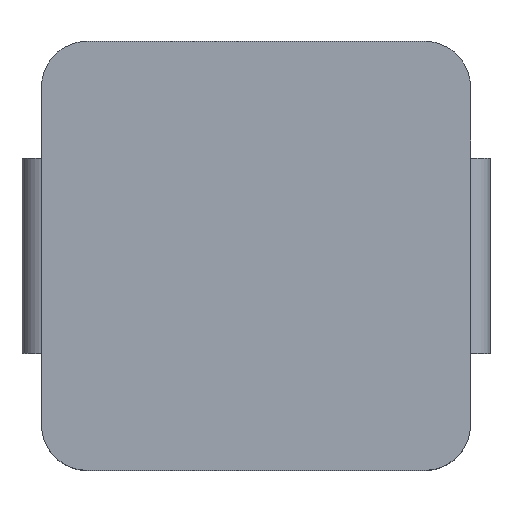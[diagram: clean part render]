
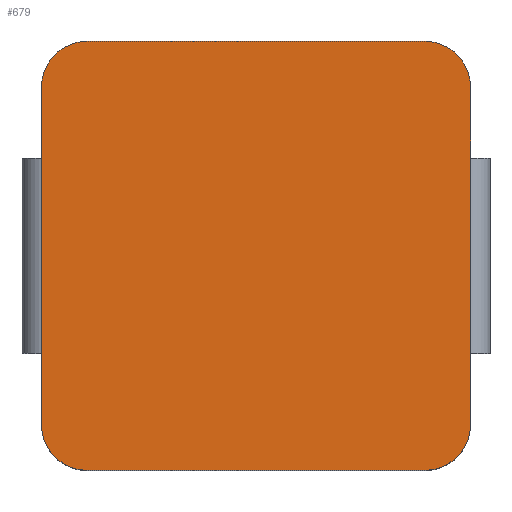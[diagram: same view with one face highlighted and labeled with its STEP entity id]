
A CAD part, top view. The second image highlights one B-rep face of the part: STEP entity #679.
In plain terms, the highlighted planar face has unit normal (0, 0, 1).
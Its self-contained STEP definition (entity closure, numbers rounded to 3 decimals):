
#48 = VECTOR ( 'NONE', #704, 1000. ) ;
#70 = CARTESIAN_POINT ( 'NONE',  ( -2.6, -2.6, 2.8 ) ) ;
#92 = CARTESIAN_POINT ( 'NONE',  ( -2.6, 2.6, 2.8 ) ) ;
#93 = CARTESIAN_POINT ( 'NONE',  ( 0., 3.3, 2.8 ) ) ;
#100 = DIRECTION ( 'NONE',  ( -1., 0., 0. ) ) ;
#254 = CARTESIAN_POINT ( 'NONE',  ( -2.6, 3.3, 2.8 ) ) ;
#315 = ORIENTED_EDGE ( 'NONE', *, *, #1718, .F. ) ;
#321 = ORIENTED_EDGE ( 'NONE', *, *, #766, .T. ) ;
#331 = DIRECTION ( 'NONE',  ( 1., 0., 0. ) ) ;
#370 = DIRECTION ( 'NONE',  ( -1., 0., 0. ) ) ;
#411 = CIRCLE ( 'NONE', #790, 0.7 ) ;
#439 = VECTOR ( 'NONE', #1743, 1000. ) ;
#471 = CARTESIAN_POINT ( 'NONE',  ( 3.3, -2.6, 2.8 ) ) ;
#474 = VECTOR ( 'NONE', #1185, 1000. ) ;
#500 = DIRECTION ( 'NONE',  ( 0., 0., -1. ) ) ;
#548 = LINE ( 'NONE', #1029, #474 ) ;
#607 = VERTEX_POINT ( 'NONE', #1665 ) ;
#633 = EDGE_CURVE ( 'NONE', #1724, #607, #1348, .T. ) ;
#644 = ORIENTED_EDGE ( 'NONE', *, *, #1977, .F. ) ;
#662 = LINE ( 'NONE', #1296, #1153 ) ;
#679 = ADVANCED_FACE ( 'NONE', ( #1705 ), #1121, .T. ) ;
#684 = AXIS2_PLACEMENT_3D ( 'NONE', #1103, #1884, #1119 ) ;
#704 = DIRECTION ( 'NONE',  ( -1., 0., 0. ) ) ;
#709 = VERTEX_POINT ( 'NONE', #1150 ) ;
#720 = CARTESIAN_POINT ( 'NONE',  ( 2.6, 2.6, 2.8 ) ) ;
#766 = EDGE_CURVE ( 'NONE', #1553, #1661, #662, .T. ) ;
#790 = AXIS2_PLACEMENT_3D ( 'NONE', #70, #500, #370 ) ;
#807 = LINE ( 'NONE', #1441, #439 ) ;
#892 = CIRCLE ( 'NONE', #1765, 0.7 ) ;
#970 = EDGE_CURVE ( 'NONE', #1685, #1661, #1057, .T. ) ;
#1021 = DIRECTION ( 'NONE',  ( 0., 0., -1. ) ) ;
#1029 = CARTESIAN_POINT ( 'NONE',  ( -3.3, 0., 2.8 ) ) ;
#1057 = CIRCLE ( 'NONE', #684, 0.7 ) ;
#1064 = ORIENTED_EDGE ( 'NONE', *, *, #1626, .T. ) ;
#1085 = ORIENTED_EDGE ( 'NONE', *, *, #633, .F. ) ;
#1103 = CARTESIAN_POINT ( 'NONE',  ( 2.6, -2.6, 2.8 ) ) ;
#1109 = ORIENTED_EDGE ( 'NONE', *, *, #1763, .T. ) ;
#1119 = DIRECTION ( 'NONE',  ( -1., 0., 0. ) ) ;
#1121 = PLANE ( 'NONE',  #1152 ) ;
#1122 = AXIS2_PLACEMENT_3D ( 'NONE', #720, #1812, #1959 ) ;
#1129 = CARTESIAN_POINT ( 'NONE',  ( 2.6, 3.3, 2.8 ) ) ;
#1150 = CARTESIAN_POINT ( 'NONE',  ( -3.3, 2.6, 2.8 ) ) ;
#1152 = AXIS2_PLACEMENT_3D ( 'NONE', #1552, #1723, #331 ) ;
#1153 = VECTOR ( 'NONE', #1910, 1000. ) ;
#1185 = DIRECTION ( 'NONE',  ( 0., -1., 0. ) ) ;
#1200 = LINE ( 'NONE', #93, #48 ) ;
#1255 = ORIENTED_EDGE ( 'NONE', *, *, #970, .F. ) ;
#1296 = CARTESIAN_POINT ( 'NONE',  ( 0., -3.3, 2.8 ) ) ;
#1348 = CIRCLE ( 'NONE', #1122, 0.7 ) ;
#1406 = VERTEX_POINT ( 'NONE', #1762 ) ;
#1441 = CARTESIAN_POINT ( 'NONE',  ( 3.3, 0., 2.8 ) ) ;
#1496 = EDGE_LOOP ( 'NONE', ( #1109, #1085, #1064, #644, #1843, #315, #321, #1255 ) ) ;
#1552 = CARTESIAN_POINT ( 'NONE',  ( 0., 0., 2.8 ) ) ;
#1553 = VERTEX_POINT ( 'NONE', #1758 ) ;
#1566 = CARTESIAN_POINT ( 'NONE',  ( 2.6, -3.3, 2.8 ) ) ;
#1604 = VERTEX_POINT ( 'NONE', #254 ) ;
#1626 = EDGE_CURVE ( 'NONE', #1724, #1604, #1200, .T. ) ;
#1661 = VERTEX_POINT ( 'NONE', #1566 ) ;
#1665 = CARTESIAN_POINT ( 'NONE',  ( 3.3, 2.6, 2.8 ) ) ;
#1685 = VERTEX_POINT ( 'NONE', #471 ) ;
#1705 = FACE_OUTER_BOUND ( 'NONE', #1496, .T. ) ;
#1718 = EDGE_CURVE ( 'NONE', #1553, #1406, #411, .T. ) ;
#1723 = DIRECTION ( 'NONE',  ( 0., 0., 1. ) ) ;
#1724 = VERTEX_POINT ( 'NONE', #1129 ) ;
#1743 = DIRECTION ( 'NONE',  ( 0., 1., 0. ) ) ;
#1758 = CARTESIAN_POINT ( 'NONE',  ( -2.6, -3.3, 2.8 ) ) ;
#1762 = CARTESIAN_POINT ( 'NONE',  ( -3.3, -2.6, 2.8 ) ) ;
#1763 = EDGE_CURVE ( 'NONE', #1685, #607, #807, .T. ) ;
#1765 = AXIS2_PLACEMENT_3D ( 'NONE', #92, #1021, #100 ) ;
#1812 = DIRECTION ( 'NONE',  ( 0., 0., -1. ) ) ;
#1843 = ORIENTED_EDGE ( 'NONE', *, *, #1867, .T. ) ;
#1867 = EDGE_CURVE ( 'NONE', #709, #1406, #548, .T. ) ;
#1884 = DIRECTION ( 'NONE',  ( 0., 0., -1. ) ) ;
#1910 = DIRECTION ( 'NONE',  ( 1., 0., 0. ) ) ;
#1959 = DIRECTION ( 'NONE',  ( -1., 0., 0. ) ) ;
#1977 = EDGE_CURVE ( 'NONE', #709, #1604, #892, .T. ) ;
